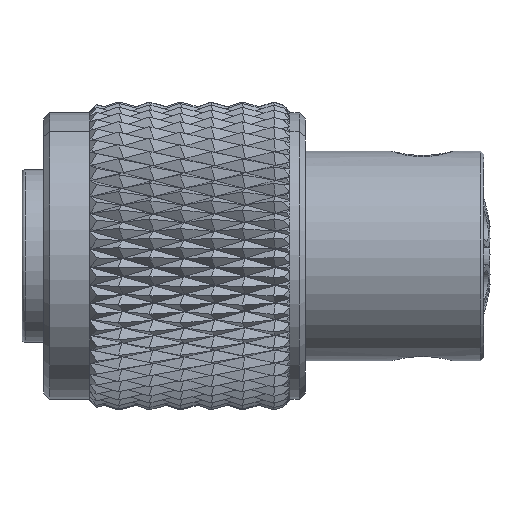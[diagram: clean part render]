
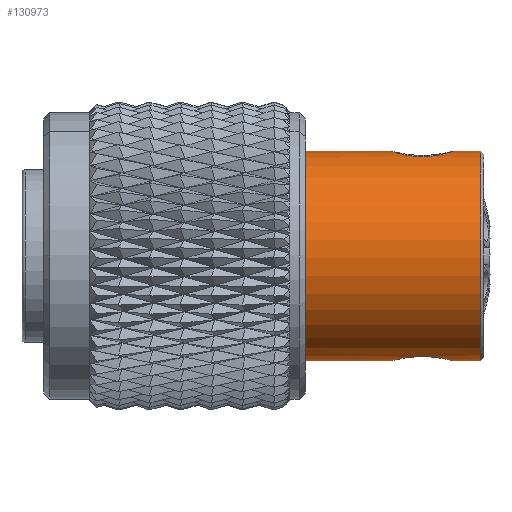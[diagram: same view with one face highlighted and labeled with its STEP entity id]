
A CAD part, front view. The second image highlights one B-rep face of the part: STEP entity #130973.
In plain terms, the highlighted cylindrical face has radius 3.4 mm (diameter 6.8 mm), a partial arc.
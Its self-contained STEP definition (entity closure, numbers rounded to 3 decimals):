
#1162 = CARTESIAN_POINT ( 'NONE',  ( 5.5, 0., -3.4 ) ) ;
#5261 = DIRECTION ( 'NONE',  ( -1., 0., 0. ) ) ;
#5373 = CARTESIAN_POINT ( 'NONE',  ( 7.474, -0.263, 3.392 ) ) ;
#8186 = CARTESIAN_POINT ( 'NONE',  ( 8.4, 0., 3.4 ) ) ;
#13944 = DIRECTION ( 'NONE',  ( 0., 0., 1. ) ) ;
#14883 = CARTESIAN_POINT ( 'NONE',  ( 0., 0., -3.4 ) ) ;
#18728 = CARTESIAN_POINT ( 'NONE',  ( 5.7, -0.615, 3.345 ) ) ;
#22458 = CARTESIAN_POINT ( 'NONE',  ( 7.473, -0.264, -3.392 ) ) ;
#23720 = ORIENTED_EDGE ( 'NONE', *, *, #76007, .T. ) ;
#24594 = EDGE_LOOP ( 'NONE', ( #43712, #63790, #138194, #96701, #51809, #135430, #32599, #23720 ) ) ;
#25424 = DIRECTION ( 'NONE',  ( 0., 0., 1. ) ) ;
#26739 = LINE ( 'NONE', #14883, #75612 ) ;
#28048 = VERTEX_POINT ( 'NONE', #107090 ) ;
#28898 = DIRECTION ( 'NONE',  ( 0., 0., 1. ) ) ;
#29010 = CARTESIAN_POINT ( 'NONE',  ( 7.5, 0., 3.4 ) ) ;
#30547 = CARTESIAN_POINT ( 'NONE',  ( 6.238, -0.974, 3.258 ) ) ;
#32518 = VERTEX_POINT ( 'NONE', #8186 ) ;
#32599 = ORIENTED_EDGE ( 'NONE', *, *, #38253, .F. ) ;
#34275 = CARTESIAN_POINT ( 'NONE',  ( 7.5, -0.133, -3.4 ) ) ;
#37410 = CARTESIAN_POINT ( 'NONE',  ( 5.885, -0.799, -3.306 ) ) ;
#38253 = EDGE_CURVE ( 'NONE', #28048, #44914, #26739, .T. ) ;
#40704 = CARTESIAN_POINT ( 'NONE',  ( 7.5, 0., -3.4 ) ) ;
#43712 = ORIENTED_EDGE ( 'NONE', *, *, #54216, .F. ) ;
#44910 = DIRECTION ( 'NONE',  ( -1., 0., 0. ) ) ;
#44914 = VERTEX_POINT ( 'NONE', #121477 ) ;
#46414 = DIRECTION ( 'NONE',  ( -1., 0., 0. ) ) ;
#46889 = CARTESIAN_POINT ( 'NONE',  ( 5.994, -0.873, -3.287 ) ) ;
#49571 = CARTESIAN_POINT ( 'NONE',  ( 5.5, 0., 3.4 ) ) ;
#50242 = VERTEX_POINT ( 'NONE', #40704 ) ;
#51809 = ORIENTED_EDGE ( 'NONE', *, *, #90929, .T. ) ;
#53447 = CARTESIAN_POINT ( 'NONE',  ( 7.373, -0.505, 3.364 ) ) ;
#54216 = EDGE_CURVE ( 'NONE', #150572, #50242, #60604, .T. ) ;
#55464 = DIRECTION ( 'NONE',  ( -1., 0., 0. ) ) ;
#58682 = VERTEX_POINT ( 'NONE', #140313 ) ;
#60604 = LINE ( 'NONE', #118975, #61519 ) ;
#61519 = VECTOR ( 'NONE', #46414, 1000. ) ;
#63790 = ORIENTED_EDGE ( 'NONE', *, *, #75629, .T. ) ;
#65279 = CARTESIAN_POINT ( 'NONE',  ( 7.5, -0.133, 3.4 ) ) ;
#69748 = VECTOR ( 'NONE', #55464, 1000. ) ;
#70541 = CARTESIAN_POINT ( 'NONE',  ( 5.701, -0.615, -3.345 ) ) ;
#72611 = LINE ( 'NONE', #121526, #133289 ) ;
#75612 = VECTOR ( 'NONE', #144279, 1000. ) ;
#75629 = EDGE_CURVE ( 'NONE', #150572, #32518, #138677, .T. ) ;
#76007 = EDGE_CURVE ( 'NONE', #28048, #50242, #126027, .T. ) ;
#76640 = VERTEX_POINT ( 'NONE', #127761 ) ;
#78652 = CARTESIAN_POINT ( 'NONE',  ( 5.995, -0.873, 3.286 ) ) ;
#81959 = CARTESIAN_POINT ( 'NONE',  ( 8.4, 0., 0. ) ) ;
#83146 = CARTESIAN_POINT ( 'NONE',  ( 6.763, -0.973, -3.258 ) ) ;
#83301 = CARTESIAN_POINT ( 'NONE',  ( 5.526, -0.263, 3.392 ) ) ;
#83571 = AXIS2_PLACEMENT_3D ( 'NONE', #123931, #112117, #25424 ) ;
#84712 = CARTESIAN_POINT ( 'NONE',  ( 7.115, -0.799, -3.306 ) ) ;
#85504 = CARTESIAN_POINT ( 'NONE',  ( 5.526, -0.263, -3.392 ) ) ;
#90509 = CARTESIAN_POINT ( 'NONE',  ( 6.632, -1., 3.25 ) ) ;
#90929 = EDGE_CURVE ( 'NONE', #102442, #58682, #72611, .T. ) ;
#94390 = CARTESIAN_POINT ( 'NONE',  ( 5.5, 0., 3.4 ) ) ;
#95011 = CARTESIAN_POINT ( 'NONE',  ( 6.238, -0.974, -3.258 ) ) ;
#95796 = CARTESIAN_POINT ( 'NONE',  ( 7.5, 0., -3.4 ) ) ;
#96701 = ORIENTED_EDGE ( 'NONE', *, *, #97225, .T. ) ;
#97225 = EDGE_CURVE ( 'NONE', #76640, #102442, #136400, .T. ) ;
#98425 = AXIS2_PLACEMENT_3D ( 'NONE', #81959, #44910, #13944 ) ;
#98751 = CYLINDRICAL_SURFACE ( 'NONE', #83571, 3.4 ) ;
#101580 = CARTESIAN_POINT ( 'NONE',  ( 7.299, -0.616, 3.345 ) ) ;
#102442 = VERTEX_POINT ( 'NONE', #49571 ) ;
#103596 = CARTESIAN_POINT ( 'NONE',  ( 0., 0., 3.4 ) ) ;
#105241 = AXIS2_PLACEMENT_3D ( 'NONE', #136918, #5261, #28898 ) ;
#106859 = CARTESIAN_POINT ( 'NONE',  ( 5.5, -0.131, -3.4 ) ) ;
#107090 = CARTESIAN_POINT ( 'NONE',  ( 5.5, 0., -3.4 ) ) ;
#107621 = CARTESIAN_POINT ( 'NONE',  ( 5.627, -0.504, -3.365 ) ) ;
#112117 = DIRECTION ( 'NONE',  ( -1., 0., 0. ) ) ;
#113880 = LINE ( 'NONE', #103596, #69748 ) ;
#114269 = CARTESIAN_POINT ( 'NONE',  ( 8.4, 0., -3.4 ) ) ;
#118975 = CARTESIAN_POINT ( 'NONE',  ( 0., 0., -3.4 ) ) ;
#121005 = CARTESIAN_POINT ( 'NONE',  ( 6.368, -1., -3.25 ) ) ;
#121477 = CARTESIAN_POINT ( 'NONE',  ( 1.5, 0., -3.4 ) ) ;
#121526 = CARTESIAN_POINT ( 'NONE',  ( 0., 0., 3.4 ) ) ;
#122820 = CIRCLE ( 'NONE', #105241, 3.4 ) ;
#123931 = CARTESIAN_POINT ( 'NONE',  ( 0., 0., 0. ) ) ;
#125976 = CARTESIAN_POINT ( 'NONE',  ( 6.764, -0.973, 3.258 ) ) ;
#126027 = B_SPLINE_CURVE_WITH_KNOTS ( 'NONE', 3,
 ( #1162, #106859, #85504, #107621, #70541, #37410, #46889, #95011, #121005, #143119, #83146, #142345, #84712, #144691, #155755, #22458, #34275, #95796 ),
 .UNSPECIFIED., .F., .F.,
 ( 4, 2, 2, 2, 2, 2, 2, 2, 4 ),
 ( 0.003, 0.004, 0.004, 0.004, 0.005, 0.005, 0.006, 0.006, 0.006 ),
 .UNSPECIFIED. ) ;
#126748 = CARTESIAN_POINT ( 'NONE',  ( 5.885, -0.799, 3.306 ) ) ;
#127761 = CARTESIAN_POINT ( 'NONE',  ( 7.5, 0., 3.4 ) ) ;
#130973 = ADVANCED_FACE ( 'NONE', ( #136519 ), #98751, .T. ) ;
#131413 = CARTESIAN_POINT ( 'NONE',  ( 5.5, -0.131, 3.4 ) ) ;
#133289 = VECTOR ( 'NONE', #149667, 1000. ) ;
#135430 = ORIENTED_EDGE ( 'NONE', *, *, #149367, .F. ) ;
#136400 = B_SPLINE_CURVE_WITH_KNOTS ( 'NONE', 3,
 ( #29010, #65279, #5373, #53447, #101580, #149695, #137805, #125976, #90509, #138589, #30547, #78652, #126748, #18728, #144071, #83301, #131413, #94390 ),
 .UNSPECIFIED., .F., .F.,
 ( 4, 2, 2, 2, 2, 2, 2, 2, 4 ),
 ( 0., 0., 0.001, 0.001, 0.002, 0.002, 0.002, 0.003, 0.003 ),
 .UNSPECIFIED. ) ;
#136519 = FACE_OUTER_BOUND ( 'NONE', #24594, .T. ) ;
#136918 = CARTESIAN_POINT ( 'NONE',  ( 1.5, 0., 0. ) ) ;
#137805 = CARTESIAN_POINT ( 'NONE',  ( 7.004, -0.873, 3.286 ) ) ;
#138194 = ORIENTED_EDGE ( 'NONE', *, *, #140765, .T. ) ;
#138589 = CARTESIAN_POINT ( 'NONE',  ( 6.369, -1., 3.25 ) ) ;
#138677 = CIRCLE ( 'NONE', #98425, 3.4 ) ;
#140313 = CARTESIAN_POINT ( 'NONE',  ( 1.5, 0., 3.4 ) ) ;
#140765 = EDGE_CURVE ( 'NONE', #32518, #76640, #113880, .T. ) ;
#142345 = CARTESIAN_POINT ( 'NONE',  ( 7.004, -0.873, -3.286 ) ) ;
#143119 = CARTESIAN_POINT ( 'NONE',  ( 6.632, -1., -3.25 ) ) ;
#144071 = CARTESIAN_POINT ( 'NONE',  ( 5.627, -0.504, 3.365 ) ) ;
#144279 = DIRECTION ( 'NONE',  ( -1., 0., 0. ) ) ;
#144691 = CARTESIAN_POINT ( 'NONE',  ( 7.299, -0.616, -3.345 ) ) ;
#149367 = EDGE_CURVE ( 'NONE', #44914, #58682, #122820, .T. ) ;
#149667 = DIRECTION ( 'NONE',  ( -1., 0., 0. ) ) ;
#149695 = CARTESIAN_POINT ( 'NONE',  ( 7.115, -0.799, 3.306 ) ) ;
#150572 = VERTEX_POINT ( 'NONE', #114269 ) ;
#155755 = CARTESIAN_POINT ( 'NONE',  ( 7.373, -0.505, -3.364 ) ) ;
